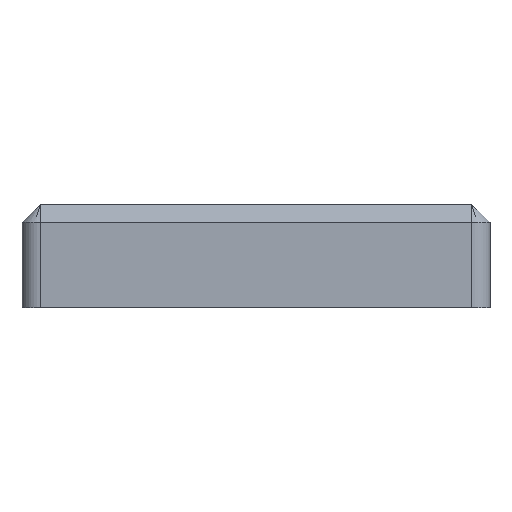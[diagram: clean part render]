
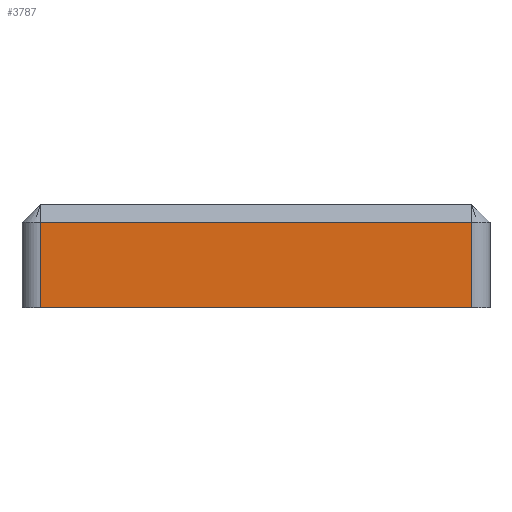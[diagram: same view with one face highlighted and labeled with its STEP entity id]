
A CAD part, left-side view. The second image highlights one B-rep face of the part: STEP entity #3787.
In plain terms, the highlighted planar face has unit normal (-1, 0, 0).
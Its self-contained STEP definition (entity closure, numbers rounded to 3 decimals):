
#83=PLANE('',#4023);
#253=FACE_OUTER_BOUND('',#463,.T.);
#463=EDGE_LOOP('',(#2668,#2669,#2670,#2671));
#753=LINE('',#5402,#1229);
#762=LINE('',#5426,#1238);
#763=LINE('',#5429,#1239);
#764=LINE('',#5430,#1240);
#1229=VECTOR('',#4336,10.);
#1238=VECTOR('',#4359,10.);
#1239=VECTOR('',#4362,10.);
#1240=VECTOR('',#4363,10.);
#1693=VERTEX_POINT('',#5368);
#1697=VERTEX_POINT('',#5377);
#1711=VERTEX_POINT('',#5424);
#1712=VERTEX_POINT('',#5428);
#2077=EDGE_CURVE('',#1693,#1697,#753,.T.);
#2089=EDGE_CURVE('',#1693,#1711,#762,.T.);
#2090=EDGE_CURVE('',#1712,#1711,#763,.T.);
#2091=EDGE_CURVE('',#1697,#1712,#764,.T.);
#2668=ORIENTED_EDGE('',*,*,#2077,.F.);
#2669=ORIENTED_EDGE('',*,*,#2089,.T.);
#2670=ORIENTED_EDGE('',*,*,#2090,.F.);
#2671=ORIENTED_EDGE('',*,*,#2091,.F.);
#3787=ADVANCED_FACE('',(#253),#83,.T.);
#4023=AXIS2_PLACEMENT_3D('',#5427,#4360,#4361);
#4336=DIRECTION('',(0.,-1.,0.));
#4359=DIRECTION('',(0.,0.,-1.));
#4360=DIRECTION('center_axis',(-1.,0.,0.));
#4361=DIRECTION('ref_axis',(0.,1.,0.));
#4362=DIRECTION('',(0.,1.,0.));
#4363=DIRECTION('',(0.,0.,-1.));
#5368=CARTESIAN_POINT('',(-18.25,56.35,5.));
#5377=CARTESIAN_POINT('',(-18.25,-14.35,5.));
#5402=CARTESIAN_POINT('',(-18.25,3.325,5.));
#5424=CARTESIAN_POINT('',(-18.25,56.35,-9.));
#5426=CARTESIAN_POINT('',(-18.25,56.35,0.));
#5427=CARTESIAN_POINT('Origin',(-18.25,-14.35,8.));
#5428=CARTESIAN_POINT('',(-18.25,-14.35,-9.));
#5429=CARTESIAN_POINT('',(-18.25,3.325,-9.));
#5430=CARTESIAN_POINT('',(-18.25,-14.35,0.));
